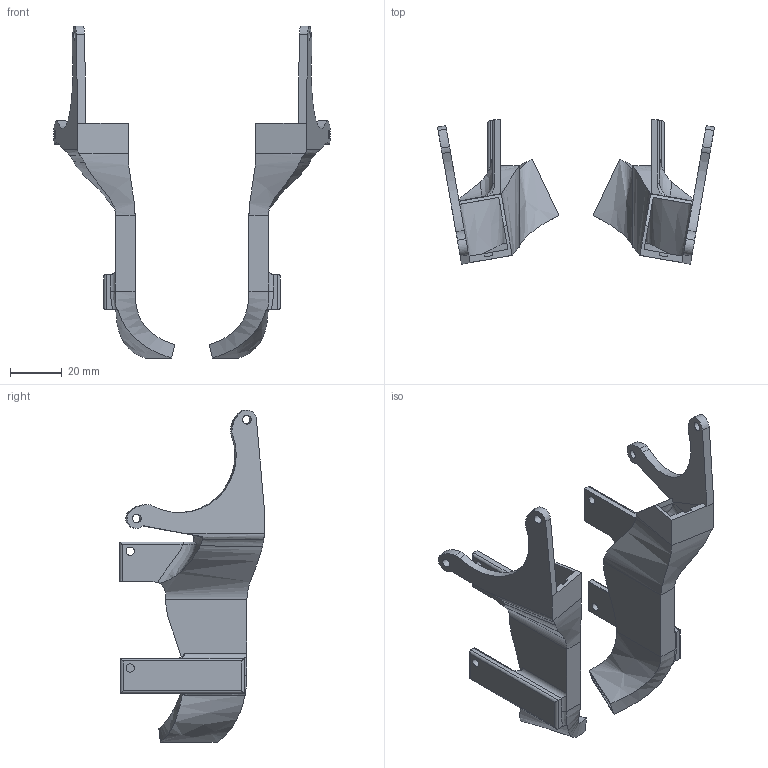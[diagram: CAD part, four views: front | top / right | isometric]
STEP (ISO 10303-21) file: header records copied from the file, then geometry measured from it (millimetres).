
FILE_DESCRIPTION(/* description */ ('STEP AP242','CAx-IF Rec.Pracs.---Representation and Presentation of Product Manufacturing Information (PMI)---4.0---2014-10-13','CAx-IF Rec.Pracs.---3D Tessellated Geometry---0.4---2014-09-14','2;1'),/* implementation_level */ '2;1');
FILE_NAME(/* name */ '67e6ce1832aefa59a9ddc3a4',/* time_stamp */ '2025-03-28T16:28:11Z',/* author */ (''),/* organization */ (''),/* preprocessor_version */ 'ST-DEVELOPER v20',/* originating_system */ 'ONSHAPE BY PTC INC, 1.195',/* authorisation */ ' ');
FILE_SCHEMA (('AP242_MANAGED_MODEL_BASED_3D_ENGINEERING_MIM_LF { 1 0 10303 442 1 1 4 }'));
Length unit declared in the file: metre
Products named in the file (2): Left 5015 Duct; Right 5015 Duct
Bounding box: 106.59 x 55.59 x 127.79 mm (x, y, z)
Volume: 28251.5 mm3; surface area: 33755.6 mm2
Topology: 2 solids, 2 shells, 182 faces, 485 edges, 305 vertices
Faces by surface type: plane 84, bspline 50, cylinder 48
Full cylindrical faces by diameter (mm): 3.2 x4, 3.4 x4
Entity records: 7321 total; most frequent: CARTESIAN_POINT 3152, ORIENTED_EDGE 944, DIRECTION 690, EDGE_CURVE 472, VERTEX_POINT 300, LINE 254, VECTOR 254, AXIS2_PLACEMENT_3D 218
